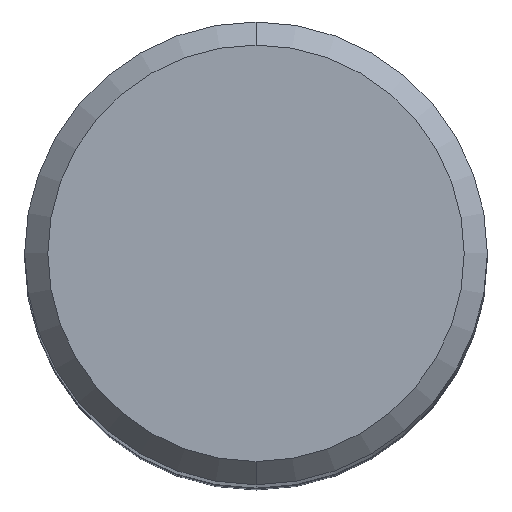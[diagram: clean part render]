
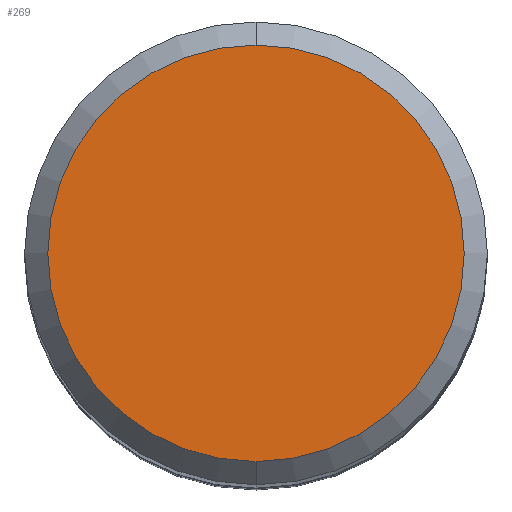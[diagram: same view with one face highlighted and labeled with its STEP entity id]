
A CAD part, top view. The second image highlights one B-rep face of the part: STEP entity #269.
In plain terms, the highlighted planar face has unit normal (0, 0, 1).
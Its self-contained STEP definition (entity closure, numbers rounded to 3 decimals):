
#203=EDGE_CURVE('',#397,#393,#527,.T.);
#233=EDGE_CURVE('',#393,#397,#558,.T.);
#269=ADVANCED_FACE('',(#595),#596,.T.);
#393=VERTEX_POINT('',#732);
#397=VERTEX_POINT('',#737);
#527=CIRCLE('',#919,5.4);
#558=CIRCLE('',#998,5.4);
#595=FACE_OUTER_BOUND('',#1092,.T.);
#596=PLANE('',#1093);
#732=CARTESIAN_POINT('',(0.0,5.4,0.0));
#737=CARTESIAN_POINT('',(0.,-5.4,0.0));
#919=AXIS2_PLACEMENT_3D('',#1582,#1583,#1584);
#998=AXIS2_PLACEMENT_3D('',#1605,#1606,#1607);
#1092=EDGE_LOOP('',(#1647,#1648));
#1093=AXIS2_PLACEMENT_3D('',#1649,#1650,#1651);
#1582=CARTESIAN_POINT('',(0.0,0.0,0.0));
#1583=DIRECTION('',(0.0,0.0,-1.0));
#1584=DIRECTION('',(0.0,1.0,0.0));
#1605=CARTESIAN_POINT('',(0.0,0.0,0.0));
#1606=DIRECTION('',(0.0,0.0,-1.0));
#1607=DIRECTION('',(0.0,1.0,0.0));
#1647=ORIENTED_EDGE('',*,*,#233,.F.);
#1648=ORIENTED_EDGE('',*,*,#203,.F.);
#1649=CARTESIAN_POINT('',(0.0,2.7,0.0));
#1650=DIRECTION('',(-0.0,0.0,1.0));
#1651=DIRECTION('',(0.0,-1.0,0.0));
